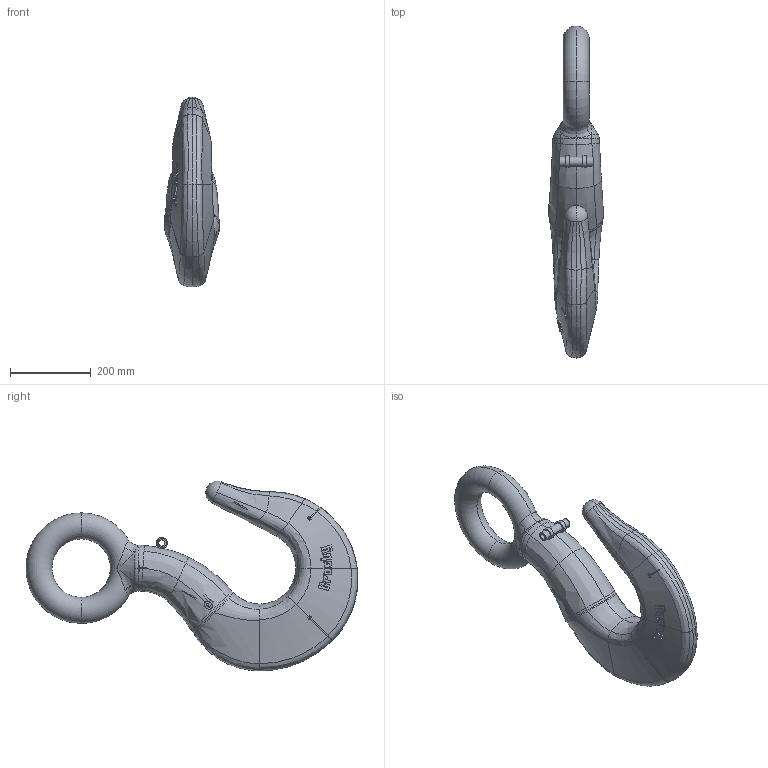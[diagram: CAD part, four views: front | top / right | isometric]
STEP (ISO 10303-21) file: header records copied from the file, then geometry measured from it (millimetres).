
FILE_DESCRIPTION((''),'2;1');
FILE_NAME('CROSBY_320_HK_ID_T','2003-12-12T',('adoughty'),('The Crosby Group, Inc.'),'PRO/ENGINEER BY PARAMETRIC TECHNOLOGY CORPORATION, 2001150','PRO/ENGINEER BY PARAMETRIC TECHNOLOGY CORPORATION, 2001150','');
FILE_SCHEMA(('CONFIG_CONTROL_DESIGN'));
Length unit declared in the file: inch
Products named in the file (1): CROSBY_320_HK_ID_T
Bounding box: 136.21 x 820.47 x 469.06 mm (x, y, z)
Volume: 12837038.2 mm3; surface area: 522732.6 mm2
Topology: 1 solids, 1 shells, 337 faces, 819 edges, 497 vertices
Faces by surface type: bspline 266, plane 48, cylinder 12, torus 4, extrusion 3, sphere 2, cone 2
Entity records: 25920 total; most frequent: CARTESIAN_POINT 20016, ORIENTED_EDGE 1634, EDGE_CURVE 817, B_SPLINE_CURVE_WITH_KNOTS 593, VERTEX_POINT 497, DIRECTION 424, EDGE_LOOP 358, FACE_OUTER_BOUND 337
